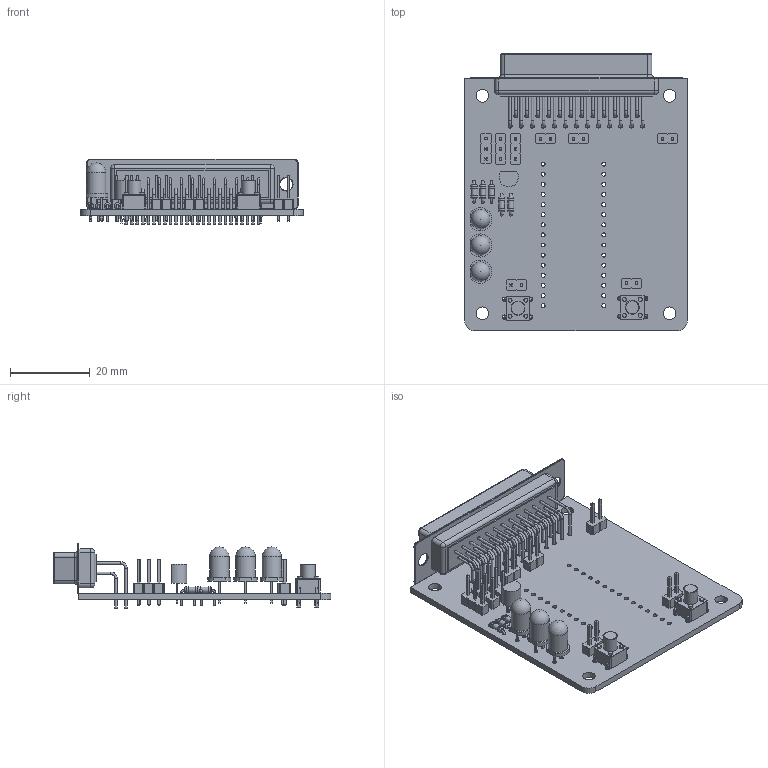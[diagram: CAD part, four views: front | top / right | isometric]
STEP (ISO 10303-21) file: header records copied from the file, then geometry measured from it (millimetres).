
FILE_DESCRIPTION(('KiCad electronic assembly'),'2;1');
FILE_NAME('arduino-2-tb6560-4axis.step','2020-09-19T08:16:27',( 'An Author'),('A Company'),'Open CASCADE STEP processor 6.9', 'KiCad to STEP converter','Unknown');
FILE_SCHEMA(('AUTOMOTIVE_DESIGN { 1 0 10303 214 1 1 1 1 }'));
Length unit declared in the file: millimetre
Products named in the file (16): Open CASCADE STEP translator 6.9 1; R_Axial_DIN0204_L3.6mm_D1.6mm_P5.08mm_Horizontal; SOLID; LED_D5.0mm; SW_PUSH_6mm_H7.3mm; PinHeader_1x02_P2.54mm_Vertical; PinHeader_1x03_P2.54mm_Vertical; TO-92_Inline; DSUB-25_Female_Horizontal_P2.77x2.54mm_EdgePinOffset9.40mm; COMPOUND
Assembly tree (28 placements, depth 3):
  Open CASCADE STEP translator 6.9 1
    R_Axial_DIN0204_L3.6mm_D1.6mm_P5.08mm_Horizontal  x5
      SOLID
    LED_D5.0mm  x3
      SOLID
    SW_PUSH_6mm_H7.3mm  x2
      SOLID
    PinHeader_1x02_P2.54mm_Vertical  x5
      SOLID
    PinHeader_1x03_P2.54mm_Vertical  x3
      SOLID
    TO-92_Inline
      SOLID
    DSUB-25_Female_Horizontal_P2.77x2.54mm_EdgePinOffset9.40mm
      SOLID
    COMPOUND
Bounding box: 55.88 x 69.78 x 16.4 mm (x, y, z)
Volume: 10532.8 mm3; surface area: 14048.3 mm2
Topology: 21 solids, 21 shells, 1234 faces, 2891 edges, 1803 vertices
Faces by surface type: plane 772, cylinder 334, torus 88, cone 33, sphere 7
Full cylindrical faces by diameter (mm): 0.5 x10, 0.64 x50, 0.7 x10, 0.75 x3, 0.853 x25, 0.9 x6, 1 x82, 1.1 x8, 1.44 x5, 1.6 x10, 3.2 x6, 3.5 x2, 4.9 x3
Entity records: 47386 total; most frequent: CARTESIAN_POINT 9143, DIRECTION 6745, LINE 3617, VECTOR 3617, ORIENTED_EDGE 3198, PCURVE 3198, DEFINITIONAL_REPRESENTATION 3198, EDGE_CURVE 1599
